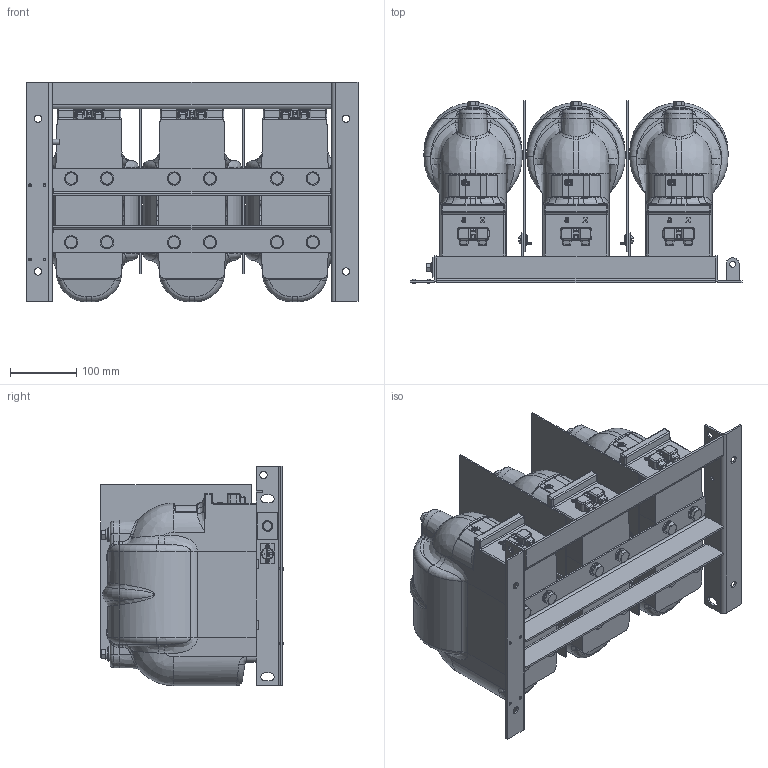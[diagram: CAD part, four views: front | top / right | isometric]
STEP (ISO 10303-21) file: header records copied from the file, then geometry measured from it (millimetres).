
FILE_DESCRIPTION (( 'STEP AP203' ), '1' );
FILE_NAME ('3ﾎﾋ.08-6(10)ﾌ.STEP', '2022-08-01T08:39:23', ( '' ), ( '' ), 'SwSTEP 2.0', 'SolidWorks 2010', '' );
FILE_SCHEMA (( 'CONFIG_CONTROL_DESIGN' ));
Products named in the file (1): 3ﾎﾋ.08-6(10)ﾌ
Bounding box: 500 x 274.6 x 330.5 mm (x, y, z)
Surface area: 1160185.7 mm2 (no closed solid volume)
Topology: 0 solids, 144 shells, 1585 faces, 4906 edges, 3367 vertices
Faces by surface type: plane 564, cylinder 380, bspline 334, cone 185, torus 66, sphere 56
Entity records: 74788 total; most frequent: CARTESIAN_POINT 35081, ORIENTED_EDGE 7913, DIRECTION 7603, EDGE_CURVE 4882, VERTEX_POINT 3367, AXIS2_PLACEMENT_3D 2812, LINE 1979, VECTOR 1979
